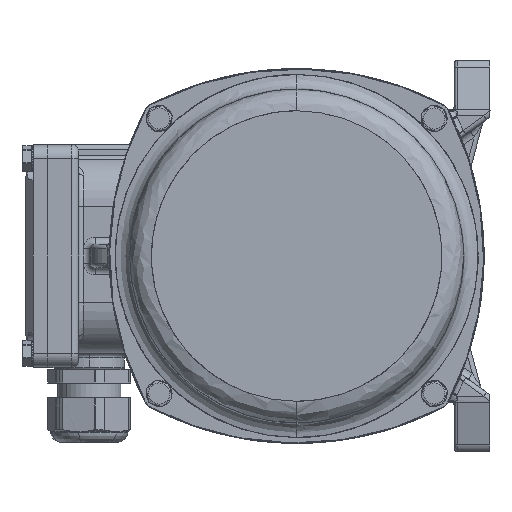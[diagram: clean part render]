
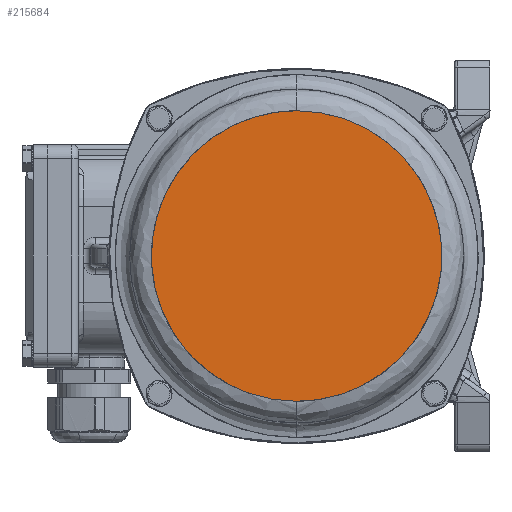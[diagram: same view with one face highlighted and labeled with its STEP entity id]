
A CAD part, left-side view. The second image highlights one B-rep face of the part: STEP entity #215684.
In plain terms, the highlighted planar face has unit normal (-1, 0, 0).
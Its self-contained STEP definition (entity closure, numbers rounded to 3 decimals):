
#6006 = AXIS2_PLACEMENT_3D ( 'NONE', #81501, #191632, #44600 ) ;
#6372 = EDGE_CURVE ( 'NONE', #19019, #126679, #66613, .T. ) ;
#10584 = CARTESIAN_POINT ( 'NONE',  ( -170., -12.115, -60.907 ) ) ;
#10835 = CARTESIAN_POINT ( 'NONE',  ( -170., 0., -62. ) ) ;
#12407 = CARTESIAN_POINT ( 'NONE',  ( -170., 54.767, -29.273 ) ) ;
#12947 = CARTESIAN_POINT ( 'NONE',  ( -170., -23.879, 57.65 ) ) ;
#14405 = CARTESIAN_POINT ( 'NONE',  ( -170., 0., 62. ) ) ;
#19019 = VERTEX_POINT ( 'NONE', #137823 ) ;
#29058 = CARTESIAN_POINT ( 'NONE',  ( -170., -51.883, 34.667 ) ) ;
#29304 = CARTESIAN_POINT ( 'NONE',  ( -170., 62.399, 0. ) ) ;
#31420 = CARTESIAN_POINT ( 'NONE',  ( -170., -42.552, -45.412 ) ) ;
#44600 = DIRECTION ( 'NONE',  ( 0., -1., 0. ) ) ;
#47421 = B_SPLINE_CURVE_WITH_KNOTS ( 'NONE', 3,
 ( #158405, #83694, #196121, #12947, #194559, #65962, #29058, #86829, #141442, #140669, #231442, #178463, #85270, #103663, #84490, #31420, #159977, #102097, #212259, #10584, #230643, #122127, #102866 ),
 .UNSPECIFIED., .F., .F.,
 ( 4, 1, 1, 1, 1, 1, 1, 1, 1, 1, 1, 1, 1, 1, 1, 1, 1, 1, 1, 1, 4 ),
 ( 0., 0.062, 0.125, 0.187, 0.25, 0.312, 0.375, 0.437, 0.5, 0.562, 0.625, 0.656, 0.687, 0.719, 0.75, 0.812, 0.875, 0.906, 0.937, 0.969, 1. ),
 .UNSPECIFIED. ) ;
#48559 = CARTESIAN_POINT ( 'NONE',  ( -170., 2.028, -62. ) ) ;
#63857 = CARTESIAN_POINT ( 'NONE',  ( -170., 25.671, -56.691 ) ) ;
#64640 = CARTESIAN_POINT ( 'NONE',  ( -170., 58.239, -21.935 ) ) ;
#65422 = ORIENTED_EDGE ( 'NONE', *, *, #234517, .F. ) ;
#65428 = CARTESIAN_POINT ( 'NONE',  ( -170., 61.201, -12.172 ) ) ;
#65962 = CARTESIAN_POINT ( 'NONE',  ( -170., -44.123, 44.123 ) ) ;
#66613 = B_SPLINE_CURVE_WITH_KNOTS ( 'NONE', 3,
 ( #10835, #48559, #159446, #139360, #83142, #63857, #194808, #100782, #174012, #177153, #12407, #64640, #65428, #29304, #103123, #211717, #231674, #140910, #210912, #101556, #229314, #137767, #192467 ),
 .UNSPECIFIED., .F., .F.,
 ( 4, 1, 1, 1, 1, 1, 1, 1, 1, 1, 1, 1, 1, 1, 1, 1, 1, 1, 1, 1, 4 ),
 ( 0., 0.031, 0.063, 0.094, 0.125, 0.188, 0.25, 0.281, 0.313, 0.344, 0.375, 0.438, 0.5, 0.563, 0.625, 0.688, 0.75, 0.813, 0.875, 0.938, 1. ),
 .UNSPECIFIED. ) ;
#81501 = CARTESIAN_POINT ( 'NONE',  ( -170., 142.4, 142.4 ) ) ;
#83142 = CARTESIAN_POINT ( 'NONE',  ( -170., 18.027, -59.425 ) ) ;
#83694 = CARTESIAN_POINT ( 'NONE',  ( -170., -4.058, 62. ) ) ;
#84490 = CARTESIAN_POINT ( 'NONE',  ( -170., -48.003, -39.396 ) ) ;
#85270 = CARTESIAN_POINT ( 'NONE',  ( -170., -54.767, -29.273 ) ) ;
#86829 = CARTESIAN_POINT ( 'NONE',  ( -170., -57.65, 23.879 ) ) ;
#100782 = CARTESIAN_POINT ( 'NONE',  ( -170., 42.552, -45.412 ) ) ;
#101556 = CARTESIAN_POINT ( 'NONE',  ( -170., 23.879, 57.65 ) ) ;
#102097 = CARTESIAN_POINT ( 'NONE',  ( -170., -25.671, -56.691 ) ) ;
#102866 = CARTESIAN_POINT ( 'NONE',  ( -170., 0., -62. ) ) ;
#103123 = CARTESIAN_POINT ( 'NONE',  ( -170., 61.201, 12.174 ) ) ;
#103265 = FACE_OUTER_BOUND ( 'NONE', #237629, .T. ) ;
#103663 = CARTESIAN_POINT ( 'NONE',  ( -170., -51.634, -34.501 ) ) ;
#107251 = ORIENTED_EDGE ( 'NONE', *, *, #6372, .F. ) ;
#122127 = CARTESIAN_POINT ( 'NONE',  ( -170., -2.028, -62. ) ) ;
#126679 = VERTEX_POINT ( 'NONE', #14405 ) ;
#137767 = CARTESIAN_POINT ( 'NONE',  ( -170., 4.058, 62. ) ) ;
#137823 = CARTESIAN_POINT ( 'NONE',  ( -170., 0., -62. ) ) ;
#139360 = CARTESIAN_POINT ( 'NONE',  ( -170., 12.115, -60.907 ) ) ;
#140669 = CARTESIAN_POINT ( 'NONE',  ( -170., -62.399, 0. ) ) ;
#140910 = CARTESIAN_POINT ( 'NONE',  ( -170., 44.123, 44.123 ) ) ;
#141442 = CARTESIAN_POINT ( 'NONE',  ( -170., -61.201, 12.174 ) ) ;
#158405 = CARTESIAN_POINT ( 'NONE',  ( -170., 0., 62. ) ) ;
#159446 = CARTESIAN_POINT ( 'NONE',  ( -170., 6.087, -61.801 ) ) ;
#159977 = CARTESIAN_POINT ( 'NONE',  ( -170., -34.668, -51.884 ) ) ;
#174012 = CARTESIAN_POINT ( 'NONE',  ( -170., 48.003, -39.396 ) ) ;
#177153 = CARTESIAN_POINT ( 'NONE',  ( -170., 51.634, -34.501 ) ) ;
#178463 = CARTESIAN_POINT ( 'NONE',  ( -170., -58.239, -21.935 ) ) ;
#191632 = DIRECTION ( 'NONE',  ( 1., 0., 0. ) ) ;
#192467 = CARTESIAN_POINT ( 'NONE',  ( -170., 0., 62. ) ) ;
#194559 = CARTESIAN_POINT ( 'NONE',  ( -170., -34.667, 51.883 ) ) ;
#194808 = CARTESIAN_POINT ( 'NONE',  ( -170., 34.668, -51.884 ) ) ;
#196121 = CARTESIAN_POINT ( 'NONE',  ( -170., -12.174, 61.201 ) ) ;
#210912 = CARTESIAN_POINT ( 'NONE',  ( -170., 34.667, 51.883 ) ) ;
#211717 = CARTESIAN_POINT ( 'NONE',  ( -170., 57.65, 23.879 ) ) ;
#212259 = CARTESIAN_POINT ( 'NONE',  ( -170., -18.027, -59.425 ) ) ;
#215684 = ADVANCED_FACE ( 'NONE', ( #103265 ), #226089, .F. ) ;
#226089 = PLANE ( 'NONE',  #6006 ) ;
#229314 = CARTESIAN_POINT ( 'NONE',  ( -170., 12.174, 61.201 ) ) ;
#230643 = CARTESIAN_POINT ( 'NONE',  ( -170., -6.087, -61.801 ) ) ;
#231442 = CARTESIAN_POINT ( 'NONE',  ( -170., -61.201, -12.172 ) ) ;
#231674 = CARTESIAN_POINT ( 'NONE',  ( -170., 51.883, 34.667 ) ) ;
#234517 = EDGE_CURVE ( 'NONE', #126679, #19019, #47421, .T. ) ;
#237629 = EDGE_LOOP ( 'NONE', ( #107251, #65422 ) ) ;
